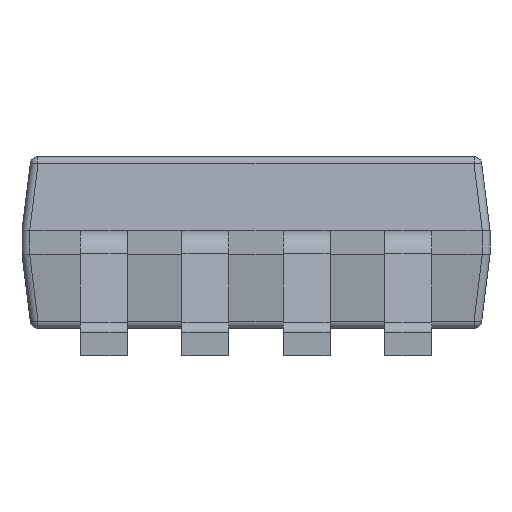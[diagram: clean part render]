
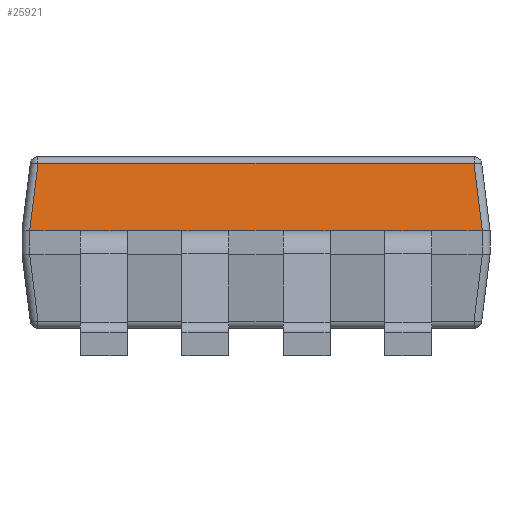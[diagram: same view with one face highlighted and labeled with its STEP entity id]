
A CAD part, front view. The second image highlights one B-rep face of the part: STEP entity #25921.
In plain terms, the highlighted planar face has unit normal (0, -0.993, 0.122).
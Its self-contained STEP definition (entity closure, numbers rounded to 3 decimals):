
#226 = CARTESIAN_POINT ( 'NONE',  ( 1.45, -1.5, 0.625 ) ) ;
#247 = CARTESIAN_POINT ( 'NONE',  ( -1.5, -1.5, 0.625 ) ) ;
#350 = AXIS2_PLACEMENT_3D ( 'NONE', #8171, #10502, #25539 ) ;
#374 = CARTESIAN_POINT ( 'NONE',  ( 1.45, -1.5, 0.625 ) ) ;
#712 = DIRECTION ( 'NONE',  ( -1., 0., 0. ) ) ;
#1165 = CARTESIAN_POINT ( 'NONE',  ( -1.45, -1.5, 0.625 ) ) ;
#1321 = LINE ( 'NONE', #10189, #17834 ) ;
#1582 = EDGE_CURVE ( 'NONE', #12799, #17896, #2009, .T. ) ;
#1867 = CARTESIAN_POINT ( 'NONE',  ( -1.397, -1.447, 1.056 ) ) ;
#2009 =( BOUNDED_CURVE ( )  B_SPLINE_CURVE ( 3, ( #226, #4559, #6885, #374 ),
 .UNSPECIFIED., .F., .F. ) 
 B_SPLINE_CURVE_WITH_KNOTS ( ( 4, 4 ),
 ( 0., 0.007 ),
 .UNSPECIFIED. ) 
 CURVE ( )  GEOMETRIC_REPRESENTATION_ITEM ( )  RATIONAL_B_SPLINE_CURVE ( ( 1., 1., 1., 1. ) ) 
 REPRESENTATION_ITEM ( '' )  );
#2148 = ORIENTED_EDGE ( 'NONE', *, *, #4999, .F. ) ;
#2593 = EDGE_CURVE ( 'NONE', #9627, #27588, #22499, .T. ) ;
#2845 = DIRECTION ( 'NONE',  ( -1., 0., 0. ) ) ;
#2943 = CARTESIAN_POINT ( 'NONE',  ( -1.45, -1.5, 0.625 ) ) ;
#2972 = CARTESIAN_POINT ( 'NONE',  ( -0.475, -1.5, 0.625 ) ) ;
#3127 =( BOUNDED_CURVE ( )  B_SPLINE_CURVE ( 3, ( #2943, #19195, #11703, #21269 ),
 .UNSPECIFIED., .F., .F. ) 
 B_SPLINE_CURVE_WITH_KNOTS ( ( 4, 4 ),
 ( 6.276, 6.283 ),
 .UNSPECIFIED. ) 
 CURVE ( )  GEOMETRIC_REPRESENTATION_ITEM ( )  RATIONAL_B_SPLINE_CURVE ( ( 1., 1., 1., 1. ) ) 
 REPRESENTATION_ITEM ( '' )  );
#3689 = CARTESIAN_POINT ( 'NONE',  ( 1.372, -1.421, 1.266 ) ) ;
#4027 = CARTESIAN_POINT ( 'NONE',  ( 0.825, -1.5, 0.625 ) ) ;
#4559 = CARTESIAN_POINT ( 'NONE',  ( 1.45, -1.5, 0.625 ) ) ;
#4915 = CARTESIAN_POINT ( 'NONE',  ( 0.175, -1.5, 0.625 ) ) ;
#4999 = EDGE_CURVE ( 'NONE', #8734, #18675, #15798, .T. ) ;
#5133 = CARTESIAN_POINT ( 'NONE',  ( -1.5, -1.5, 0.625 ) ) ;
#5257 = VERTEX_POINT ( 'NONE', #26403 ) ;
#5259 = LINE ( 'NONE', #5133, #27949 ) ;
#5910 = CARTESIAN_POINT ( 'NONE',  ( -0.825, -1.5, 0.625 ) ) ;
#6885 = CARTESIAN_POINT ( 'NONE',  ( 1.45, -1.5, 0.625 ) ) ;
#6894 = DIRECTION ( 'NONE',  ( -1., 0., 0. ) ) ;
#7010 = LINE ( 'NONE', #22765, #21061 ) ;
#7116 = CARTESIAN_POINT ( 'NONE',  ( 1.397, -1.447, 1.056 ) ) ;
#7122 = ORIENTED_EDGE ( 'NONE', *, *, #16509, .F. ) ;
#7425 = DIRECTION ( 'NONE',  ( -1., 0., 0. ) ) ;
#7707 = LINE ( 'NONE', #16593, #12238 ) ;
#7708 = EDGE_CURVE ( 'NONE', #24292, #27588, #3127, .T. ) ;
#7735 = DIRECTION ( 'NONE',  ( -1., 0., 0. ) ) ;
#7838 = VERTEX_POINT ( 'NONE', #7116 ) ;
#8128 = VECTOR ( 'NONE', #6894, 1000. ) ;
#8171 = CARTESIAN_POINT ( 'NONE',  ( 0., -1.442, 1.1 ) ) ;
#8235 = EDGE_CURVE ( 'NONE', #17896, #7838, #17692, .T. ) ;
#8263 = ORIENTED_EDGE ( 'NONE', *, *, #2593, .F. ) ;
#8314 = FACE_OUTER_BOUND ( 'NONE', #21718, .T. ) ;
#8490 = CARTESIAN_POINT ( 'NONE',  ( 1.45, -1.5, 0.625 ) ) ;
#8695 = CARTESIAN_POINT ( 'NONE',  ( -1.372, -1.421, 1.266 ) ) ;
#8734 = VERTEX_POINT ( 'NONE', #27279 ) ;
#9235 = VECTOR ( 'NONE', #15200, 1000. ) ;
#9437 = EDGE_CURVE ( 'NONE', #19957, #9627, #7707, .T. ) ;
#9474 = DIRECTION ( 'NONE',  ( -1., 0., 0. ) ) ;
#9627 = VERTEX_POINT ( 'NONE', #15976 ) ;
#9794 = VECTOR ( 'NONE', #2845, 1000. ) ;
#10189 = CARTESIAN_POINT ( 'NONE',  ( 0.175, -1.5, 0.625 ) ) ;
#10358 = PLANE ( 'NONE',  #350 ) ;
#10502 = DIRECTION ( 'NONE',  ( 0., 0.993, -0.122 ) ) ;
#10839 = EDGE_CURVE ( 'NONE', #12799, #8734, #5259, .T. ) ;
#10850 = ORIENTED_EDGE ( 'NONE', *, *, #22352, .F. ) ;
#10858 = ORIENTED_EDGE ( 'NONE', *, *, #18878, .F. ) ;
#10918 = ORIENTED_EDGE ( 'NONE', *, *, #10839, .F. ) ;
#11023 = DIRECTION ( 'NONE',  ( -0.121, -0.121, -0.985 ) ) ;
#11512 = ORIENTED_EDGE ( 'NONE', *, *, #9437, .F. ) ;
#11630 = EDGE_CURVE ( 'NONE', #7838, #19851, #25129, .T. ) ;
#11703 = CARTESIAN_POINT ( 'NONE',  ( -1.45, -1.5, 0.625 ) ) ;
#11754 = LINE ( 'NONE', #25291, #13672 ) ;
#12238 = VECTOR ( 'NONE', #7425, 1000. ) ;
#12630 = ORIENTED_EDGE ( 'NONE', *, *, #11630, .T. ) ;
#12799 = VERTEX_POINT ( 'NONE', #15467 ) ;
#13486 = CARTESIAN_POINT ( 'NONE',  ( -1.5, -1.5, 0.625 ) ) ;
#13631 = ORIENTED_EDGE ( 'NONE', *, *, #27731, .F. ) ;
#13672 = VECTOR ( 'NONE', #712, 1000. ) ;
#13737 = ORIENTED_EDGE ( 'NONE', *, *, #1582, .T. ) ;
#13762 = CARTESIAN_POINT ( 'NONE',  ( 0.825, -1.5, 0.625 ) ) ;
#13954 = CARTESIAN_POINT ( 'NONE',  ( -1.442, -1.447, 1.056 ) ) ;
#14019 = ORIENTED_EDGE ( 'NONE', *, *, #17611, .T. ) ;
#14706 = CARTESIAN_POINT ( 'NONE',  ( -1.5, -1.5, 0.625 ) ) ;
#15200 = DIRECTION ( 'NONE',  ( -0.121, 0.121, 0.985 ) ) ;
#15467 = CARTESIAN_POINT ( 'NONE',  ( 1.45, -1.5, 0.625 ) ) ;
#15500 = LINE ( 'NONE', #247, #24062 ) ;
#15623 = EDGE_CURVE ( 'NONE', #19906, #20693, #11754, .T. ) ;
#15798 = LINE ( 'NONE', #13762, #8128 ) ;
#15976 = CARTESIAN_POINT ( 'NONE',  ( -1.125, -1.5, 0.625 ) ) ;
#16062 = DIRECTION ( 'NONE',  ( -1., 0., 0. ) ) ;
#16509 = EDGE_CURVE ( 'NONE', #20693, #19539, #7010, .T. ) ;
#16593 = CARTESIAN_POINT ( 'NONE',  ( -1.125, -1.5, 0.625 ) ) ;
#17611 = EDGE_CURVE ( 'NONE', #19851, #24292, #24296, .T. ) ;
#17692 = LINE ( 'NONE', #3689, #9235 ) ;
#17834 = VECTOR ( 'NONE', #7735, 1000. ) ;
#17896 = VERTEX_POINT ( 'NONE', #8490 ) ;
#18088 = VECTOR ( 'NONE', #24030, 1000. ) ;
#18675 = VERTEX_POINT ( 'NONE', #4027 ) ;
#18878 = EDGE_CURVE ( 'NONE', #18675, #5257, #15500, .T. ) ;
#19195 = CARTESIAN_POINT ( 'NONE',  ( -1.45, -1.5, 0.625 ) ) ;
#19539 = VERTEX_POINT ( 'NONE', #2972 ) ;
#19851 = VERTEX_POINT ( 'NONE', #1867 ) ;
#19906 = VERTEX_POINT ( 'NONE', #4915 ) ;
#19957 = VERTEX_POINT ( 'NONE', #5910 ) ;
#20322 = ORIENTED_EDGE ( 'NONE', *, *, #8235, .T. ) ;
#20668 = VECTOR ( 'NONE', #11023, 1000. ) ;
#20693 = VERTEX_POINT ( 'NONE', #23337 ) ;
#21061 = VECTOR ( 'NONE', #9474, 1000. ) ;
#21269 = CARTESIAN_POINT ( 'NONE',  ( -1.45, -1.5, 0.625 ) ) ;
#21718 = EDGE_LOOP ( 'NONE', ( #10918, #13737, #20322, #12630, #14019, #28698, #8263, #11512, #13631, #7122, #21833, #10850, #10858, #2148 ) ) ;
#21833 = ORIENTED_EDGE ( 'NONE', *, *, #15623, .F. ) ;
#22201 = VECTOR ( 'NONE', #26732, 1000. ) ;
#22352 = EDGE_CURVE ( 'NONE', #5257, #19906, #1321, .T. ) ;
#22499 = LINE ( 'NONE', #13486, #22201 ) ;
#22765 = CARTESIAN_POINT ( 'NONE',  ( -0.475, -1.5, 0.625 ) ) ;
#23337 = CARTESIAN_POINT ( 'NONE',  ( -0.175, -1.5, 0.625 ) ) ;
#23611 = CARTESIAN_POINT ( 'NONE',  ( -1.45, -1.5, 0.625 ) ) ;
#24030 = DIRECTION ( 'NONE',  ( -1., 0., 0. ) ) ;
#24062 = VECTOR ( 'NONE', #24401, 1000. ) ;
#24292 = VERTEX_POINT ( 'NONE', #23611 ) ;
#24296 = LINE ( 'NONE', #8695, #20668 ) ;
#24401 = DIRECTION ( 'NONE',  ( -1., 0., 0. ) ) ;
#25129 = LINE ( 'NONE', #13954, #9794 ) ;
#25291 = CARTESIAN_POINT ( 'NONE',  ( -1.5, -1.5, 0.625 ) ) ;
#25539 = DIRECTION ( 'NONE',  ( 1., 0., 0. ) ) ;
#25765 = LINE ( 'NONE', #14706, #18088 ) ;
#25921 = ADVANCED_FACE ( 'NONE', ( #8314 ), #10358, .F. ) ;
#26403 = CARTESIAN_POINT ( 'NONE',  ( 0.475, -1.5, 0.625 ) ) ;
#26732 = DIRECTION ( 'NONE',  ( -1., 0., 0. ) ) ;
#27279 = CARTESIAN_POINT ( 'NONE',  ( 1.125, -1.5, 0.625 ) ) ;
#27588 = VERTEX_POINT ( 'NONE', #1165 ) ;
#27731 = EDGE_CURVE ( 'NONE', #19539, #19957, #25765, .T. ) ;
#27949 = VECTOR ( 'NONE', #16062, 1000. ) ;
#28698 = ORIENTED_EDGE ( 'NONE', *, *, #7708, .T. ) ;
